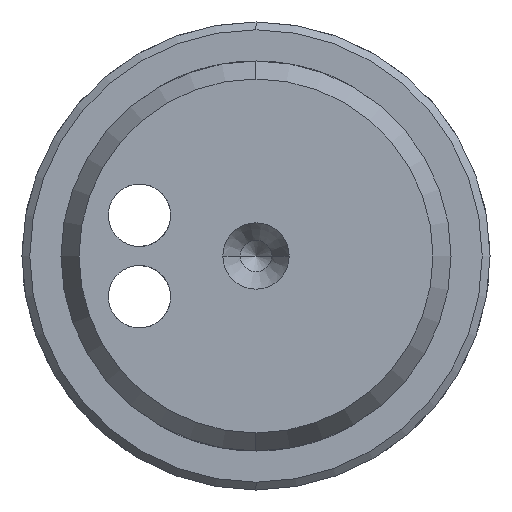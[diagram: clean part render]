
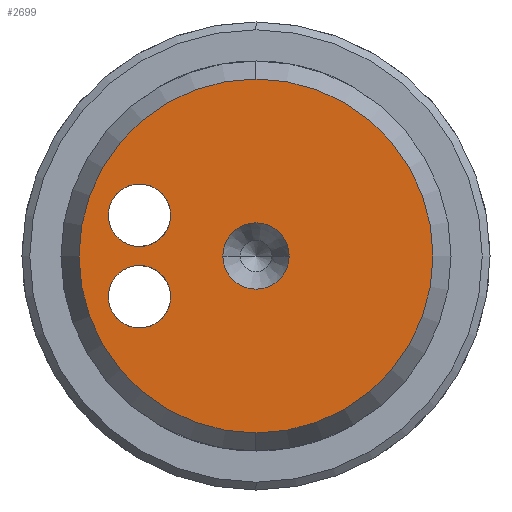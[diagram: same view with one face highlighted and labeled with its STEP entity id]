
A CAD part, left-side view. The second image highlights one B-rep face of the part: STEP entity #2699.
In plain terms, the highlighted planar face has unit normal (-1, 0, 0).
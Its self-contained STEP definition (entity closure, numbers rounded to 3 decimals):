
#64 = ORIENTED_EDGE ( 'NONE', *, *, #1207, .T. ) ;
#123 = CARTESIAN_POINT ( 'NONE',  ( -151., 7.469, -0.609 ) ) ;
#148 = CIRCLE ( 'NONE', #152, 2. ) ;
#152 = AXIS2_PLACEMENT_3D ( 'NONE', #627, #1649, #2810 ) ;
#172 = CARTESIAN_POINT ( 'NONE',  ( -151., 2.125, 0. ) ) ;
#179 = CARTESIAN_POINT ( 'NONE',  ( -151., 0., 0. ) ) ;
#180 = EDGE_LOOP ( 'NONE', ( #3293, #2426 ) ) ;
#197 = CARTESIAN_POINT ( 'NONE',  ( -151., 0., 11.345 ) ) ;
#217 = DIRECTION ( 'NONE',  ( 0., 0., 1. ) ) ;
#288 = VERTEX_POINT ( 'NONE', #369 ) ;
#363 = VERTEX_POINT ( 'NONE', #3137 ) ;
#369 = CARTESIAN_POINT ( 'NONE',  ( -151., 7.469, -4.609 ) ) ;
#370 = CARTESIAN_POINT ( 'NONE',  ( -151., 7.469, 4.609 ) ) ;
#476 = DIRECTION ( 'NONE',  ( -1., 0., 0. ) ) ;
#564 = CIRCLE ( 'NONE', #602, 2. ) ;
#602 = AXIS2_PLACEMENT_3D ( 'NONE', #1509, #2654, #217 ) ;
#627 = CARTESIAN_POINT ( 'NONE',  ( -151., 7.469, 2.609 ) ) ;
#657 = DIRECTION ( 'NONE',  ( 1., 0., 0. ) ) ;
#690 = DIRECTION ( 'NONE',  ( 1., 0., 0. ) ) ;
#778 = CARTESIAN_POINT ( 'NONE',  ( -151., 12.5, 0. ) ) ;
#805 = ORIENTED_EDGE ( 'NONE', *, *, #1661, .T. ) ;
#908 = CIRCLE ( 'NONE', #2454, 2.125 ) ;
#1013 = DIRECTION ( 'NONE',  ( -1., 0., 0. ) ) ;
#1021 = CARTESIAN_POINT ( 'NONE',  ( -151., -2.125, 0. ) ) ;
#1031 = FACE_OUTER_BOUND ( 'NONE', #180, .T. ) ;
#1047 = VERTEX_POINT ( 'NONE', #3170 ) ;
#1052 = ORIENTED_EDGE ( 'NONE', *, *, #3418, .F. ) ;
#1056 = DIRECTION ( 'NONE',  ( 0., 0., -1. ) ) ;
#1070 = EDGE_CURVE ( 'NONE', #363, #1097, #3200, .T. ) ;
#1095 = EDGE_LOOP ( 'NONE', ( #1052, #1402 ) ) ;
#1097 = VERTEX_POINT ( 'NONE', #197 ) ;
#1118 = AXIS2_PLACEMENT_3D ( 'NONE', #778, #1809, #2970 ) ;
#1126 = AXIS2_PLACEMENT_3D ( 'NONE', #3480, #1013, #2086 ) ;
#1207 = EDGE_CURVE ( 'NONE', #2011, #1047, #1868, .T. ) ;
#1230 = DIRECTION ( 'NONE',  ( -1., 0., 0. ) ) ;
#1402 = ORIENTED_EDGE ( 'NONE', *, *, #3051, .F. ) ;
#1450 = EDGE_CURVE ( 'NONE', #1097, #363, #3152, .T. ) ;
#1501 = DIRECTION ( 'NONE',  ( 0., 0., 1. ) ) ;
#1509 = CARTESIAN_POINT ( 'NONE',  ( -151., 7.469, -2.609 ) ) ;
#1649 = DIRECTION ( 'NONE',  ( 1., 0., 0. ) ) ;
#1661 = EDGE_CURVE ( 'NONE', #2261, #2615, #908, .T. ) ;
#1677 = DIRECTION ( 'NONE',  ( 0., 1., 0. ) ) ;
#1713 = DIRECTION ( 'NONE',  ( 0., 1., 0. ) ) ;
#1809 = DIRECTION ( 'NONE',  ( 1., 0., 0. ) ) ;
#1868 = CIRCLE ( 'NONE', #1872, 2. ) ;
#1872 = AXIS2_PLACEMENT_3D ( 'NONE', #2697, #3527, #1056 ) ;
#1948 = CIRCLE ( 'NONE', #3544, 2.125 ) ;
#2011 = VERTEX_POINT ( 'NONE', #370 ) ;
#2086 = DIRECTION ( 'NONE',  ( 0., 0., -1. ) ) ;
#2087 = VERTEX_POINT ( 'NONE', #123 ) ;
#2100 = FACE_BOUND ( 'NONE', #2123, .T. ) ;
#2123 = EDGE_LOOP ( 'NONE', ( #805, #2991 ) ) ;
#2261 = VERTEX_POINT ( 'NONE', #1021 ) ;
#2334 = DIRECTION ( 'NONE',  ( 0., 0., -1. ) ) ;
#2393 = FACE_BOUND ( 'NONE', #1095, .T. ) ;
#2426 = ORIENTED_EDGE ( 'NONE', *, *, #1450, .T. ) ;
#2454 = AXIS2_PLACEMENT_3D ( 'NONE', #3146, #690, #1713 ) ;
#2560 = EDGE_CURVE ( 'NONE', #2615, #2261, #1948, .T. ) ;
#2615 = VERTEX_POINT ( 'NONE', #172 ) ;
#2654 = DIRECTION ( 'NONE',  ( -1., 0., 0. ) ) ;
#2697 = CARTESIAN_POINT ( 'NONE',  ( -151., 7.469, 2.609 ) ) ;
#2699 = ADVANCED_FACE ( 'NONE', ( #2393, #3503, #1031, #2100 ), #3238, .F. ) ;
#2797 = AXIS2_PLACEMENT_3D ( 'NONE', #2929, #476, #1501 ) ;
#2810 = DIRECTION ( 'NONE',  ( 0., 0., -1. ) ) ;
#2929 = CARTESIAN_POINT ( 'NONE',  ( -151., 7.469, -2.609 ) ) ;
#2970 = DIRECTION ( 'NONE',  ( 0., 0., -1. ) ) ;
#2991 = ORIENTED_EDGE ( 'NONE', *, *, #2560, .T. ) ;
#3051 = EDGE_CURVE ( 'NONE', #2087, #288, #3261, .T. ) ;
#3112 = CARTESIAN_POINT ( 'NONE',  ( -151., 0., 0. ) ) ;
#3137 = CARTESIAN_POINT ( 'NONE',  ( -151., 0., -11.345 ) ) ;
#3146 = CARTESIAN_POINT ( 'NONE',  ( -151., 0., 0. ) ) ;
#3152 = CIRCLE ( 'NONE', #1126, 11.345 ) ;
#3170 = CARTESIAN_POINT ( 'NONE',  ( -151., 7.469, 0.609 ) ) ;
#3171 = EDGE_LOOP ( 'NONE', ( #3241, #64 ) ) ;
#3200 = CIRCLE ( 'NONE', #3203, 11.345 ) ;
#3203 = AXIS2_PLACEMENT_3D ( 'NONE', #179, #1230, #2334 ) ;
#3238 = PLANE ( 'NONE',  #1118 ) ;
#3241 = ORIENTED_EDGE ( 'NONE', *, *, #3272, .T. ) ;
#3261 = CIRCLE ( 'NONE', #2797, 2. ) ;
#3272 = EDGE_CURVE ( 'NONE', #1047, #2011, #148, .T. ) ;
#3293 = ORIENTED_EDGE ( 'NONE', *, *, #1070, .T. ) ;
#3418 = EDGE_CURVE ( 'NONE', #288, #2087, #564, .T. ) ;
#3480 = CARTESIAN_POINT ( 'NONE',  ( -151., 0., 0. ) ) ;
#3503 = FACE_BOUND ( 'NONE', #3171, .T. ) ;
#3527 = DIRECTION ( 'NONE',  ( 1., 0., 0. ) ) ;
#3544 = AXIS2_PLACEMENT_3D ( 'NONE', #3112, #657, #1677 ) ;
